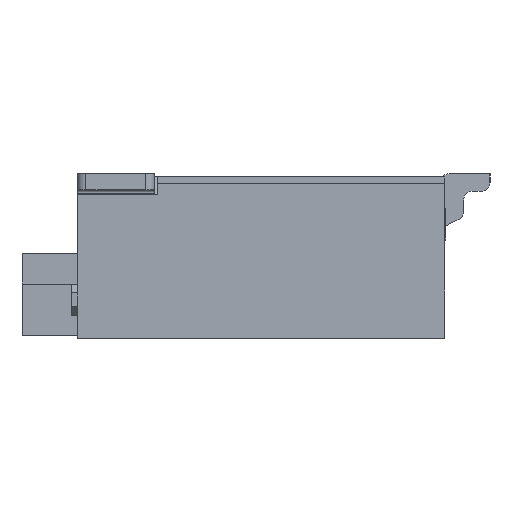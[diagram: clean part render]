
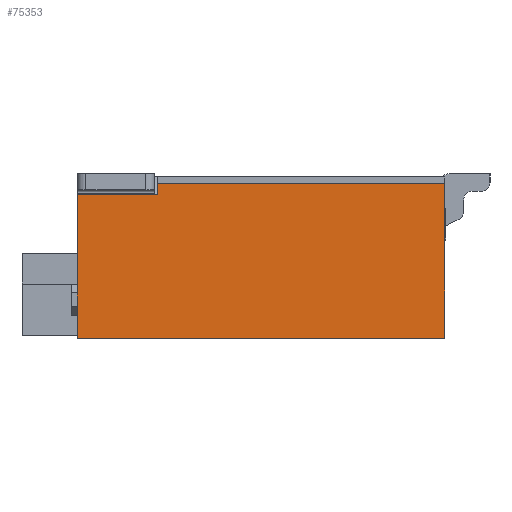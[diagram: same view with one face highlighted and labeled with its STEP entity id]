
A CAD part, left-side view. The second image highlights one B-rep face of the part: STEP entity #75353.
In plain terms, the highlighted planar face has unit normal (-1, 0, 0).
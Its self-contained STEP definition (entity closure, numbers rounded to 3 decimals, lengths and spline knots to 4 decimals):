
#1=DIRECTION('',(0.,-1.,0.));
#2=VECTOR('',#1,4.45);
#3=CARTESIAN_POINT('',(-14.975,1.6,1.145));
#4=LINE('',#3,#2);
#13=DIRECTION('',(0.,0.,-1.));
#14=VECTOR('',#13,0.17);
#15=CARTESIAN_POINT('',(-14.975,1.6,1.145));
#16=LINE('',#15,#14);
#193=DIRECTION('',(0.,1.,0.));
#194=VECTOR('',#193,5.7);
#195=CARTESIAN_POINT('',(-14.975,-2.85,-1.255));
#196=LINE('',#195,#194);
#385=DIRECTION('',(0.,0.,-1.));
#386=VECTOR('',#385,2.4);
#387=CARTESIAN_POINT('',(-14.975,-2.85,1.145));
#388=LINE('',#387,#386);
#12303=DIRECTION('',(0.,-1.,0.));
#12304=VECTOR('',#12303,1.25);
#12305=CARTESIAN_POINT('',(-14.975,2.85,0.975));
#12306=LINE('',#12305,#12304);
#12329=DIRECTION('',(0.,0.,1.));
#12330=VECTOR('',#12329,2.23);
#12331=CARTESIAN_POINT('',(-14.975,2.85,-1.255));
#12332=LINE('',#12331,#12330);
#59069=CARTESIAN_POINT('',(-14.975,1.6,1.145));
#59070=CARTESIAN_POINT('',(-14.975,-2.85,1.145));
#59071=VERTEX_POINT('',#59069);
#59072=VERTEX_POINT('',#59070);
#59073=CARTESIAN_POINT('',(-14.975,1.6,0.975));
#59074=VERTEX_POINT('',#59073);
#59075=CARTESIAN_POINT('',(-14.975,2.85,0.975));
#59076=VERTEX_POINT('',#59075);
#59077=CARTESIAN_POINT('',(-14.975,2.85,-1.255));
#59078=VERTEX_POINT('',#59077);
#59079=CARTESIAN_POINT('',(-14.975,-2.85,-1.255));
#59080=VERTEX_POINT('',#59079);
#75334=CARTESIAN_POINT('',(-14.975,0.,-0.055));
#75335=DIRECTION('',(1.,0.,0.));
#75336=DIRECTION('',(0.,-1.,0.));
#75337=AXIS2_PLACEMENT_3D('',#75334,#75335,#75336);
#75338=PLANE('',#75337);
#75340=ORIENTED_EDGE('',*,*,#75339,.T.);
#75342=ORIENTED_EDGE('',*,*,#75341,.T.);
#75344=ORIENTED_EDGE('',*,*,#75343,.T.);
#75346=ORIENTED_EDGE('',*,*,#75345,.T.);
#75348=ORIENTED_EDGE('',*,*,#75347,.T.);
#75350=ORIENTED_EDGE('',*,*,#75349,.F.);
#75351=EDGE_LOOP('',(#75340,#75342,#75344,#75346,#75348,#75350));
#75352=FACE_OUTER_BOUND('',#75351,.F.);
#75353=ADVANCED_FACE('',(#75352),#75338,.F.);
#75339=EDGE_CURVE('',#59071,#59072,#4,.T.);
#75341=EDGE_CURVE('',#59072,#59080,#388,.T.);
#75343=EDGE_CURVE('',#59080,#59078,#196,.T.);
#75345=EDGE_CURVE('',#59078,#59076,#12332,.T.);
#75347=EDGE_CURVE('',#59076,#59074,#12306,.T.);
#75349=EDGE_CURVE('',#59071,#59074,#16,.T.);
